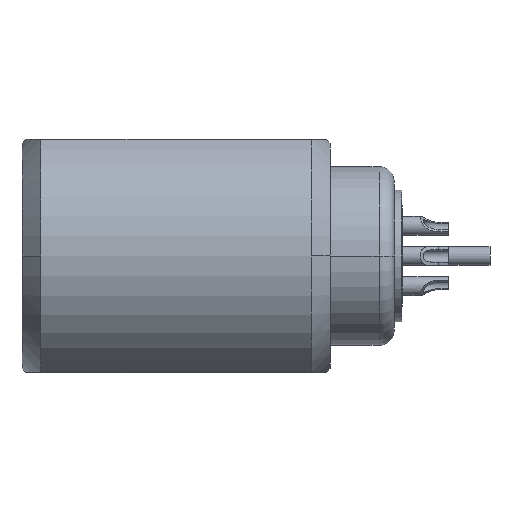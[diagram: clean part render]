
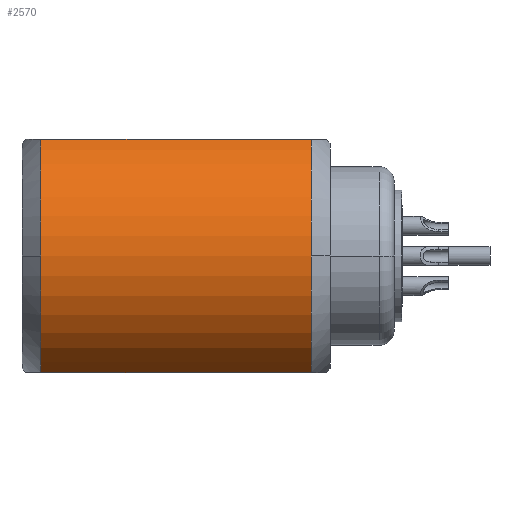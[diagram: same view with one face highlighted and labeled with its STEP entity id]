
A CAD part, front view. The second image highlights one B-rep face of the part: STEP entity #2570.
In plain terms, the highlighted cylindrical face has radius 7 mm (diameter 14 mm), a partial arc.
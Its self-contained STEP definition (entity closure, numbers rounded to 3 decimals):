
#355=CARTESIAN_POINT('',(0.,0.,0.));
#356=DIRECTION('',(-1.,0.,0.));
#357=DIRECTION('',(0.,-1.,0.));
#358=AXIS2_PLACEMENT_3D('',#355,#356,#357);
#360=CARTESIAN_POINT('',(0.,0.,0.));
#361=DIRECTION('',(-1.,0.,0.));
#362=DIRECTION('',(0.,-0.464,-0.886));
#363=AXIS2_PLACEMENT_3D('',#360,#361,#362);
#365=DIRECTION('',(1.,0.,0.));
#366=VECTOR('',#365,14.4);
#367=CARTESIAN_POINT('',(-14.4,-3.25,-6.2));
#368=LINE('',#367,#366);
#369=DIRECTION('',(1.,0.,0.));
#370=VECTOR('',#369,14.4);
#371=CARTESIAN_POINT('',(-14.4,-3.25,6.2));
#372=LINE('',#371,#370);
#382=CARTESIAN_POINT('',(-14.4,0.,0.));
#383=DIRECTION('',(1.,0.,0.));
#384=DIRECTION('',(0.,-0.464,0.886));
#385=AXIS2_PLACEMENT_3D('',#382,#383,#384);
#427=CARTESIAN_POINT('',(-14.4,0.,0.));
#428=DIRECTION('',(-1.,0.,0.));
#429=DIRECTION('',(0.,-0.464,-0.886));
#430=AXIS2_PLACEMENT_3D('',#427,#428,#429);
#1732=CARTESIAN_POINT('',(-14.4,-7.,0.));
#1734=VERTEX_POINT('',#1732);
#1740=CARTESIAN_POINT('',(-14.4,-3.25,6.2));
#1741=CARTESIAN_POINT('',(0.,-3.25,6.2));
#1742=VERTEX_POINT('',#1740);
#1743=VERTEX_POINT('',#1741);
#1744=CARTESIAN_POINT('',(-14.4,-3.25,-6.2));
#1745=CARTESIAN_POINT('',(0.,-3.25,-6.2));
#1746=VERTEX_POINT('',#1744);
#1747=VERTEX_POINT('',#1745);
#1768=CARTESIAN_POINT('',(0.,-7.,
0.));
#1769=VERTEX_POINT('',#1768);
#2553=CARTESIAN_POINT('',(-16.39,0.,0.));
#2554=DIRECTION('',(1.,0.,0.));
#2555=DIRECTION('',(0.,-1.,0.));
#2556=AXIS2_PLACEMENT_3D('',#2553,#2554,#2555);
#2557=CYLINDRICAL_SURFACE('',#2556,7.);
#2559=ORIENTED_EDGE('',*,*,#2558,.F.);
#2560=ORIENTED_EDGE('',*,*,#2487,.F.);
#2561=ORIENTED_EDGE('',*,*,#2511,.F.);
#2563=ORIENTED_EDGE('',*,*,#2562,.T.);
#2565=ORIENTED_EDGE('',*,*,#2564,.F.);
#2567=ORIENTED_EDGE('',*,*,#2566,.T.);
#2568=EDGE_LOOP('',(#2559,#2560,#2561,#2563,#2565,#2567));
#2569=FACE_OUTER_BOUND('',#2568,.F.);
#359=CIRCLE('',#358,7.);
#364=CIRCLE('',#363,7.);
#386=CIRCLE('',#385,7.);
#431=CIRCLE('',#430,7.);
#2487=EDGE_CURVE('',#1747,#1769,#364,.T.);
#2511=EDGE_CURVE('',#1746,#1747,#368,.T.);
#2558=EDGE_CURVE('',#1769,#1743,#359,.T.);
#2562=EDGE_CURVE('',#1746,#1734,#431,.T.);
#2564=EDGE_CURVE('',#1742,#1734,#386,.T.);
#2566=EDGE_CURVE('',#1742,#1743,#372,.T.);
#2570=ADVANCED_FACE('',(#2569),#2557,.T.);
